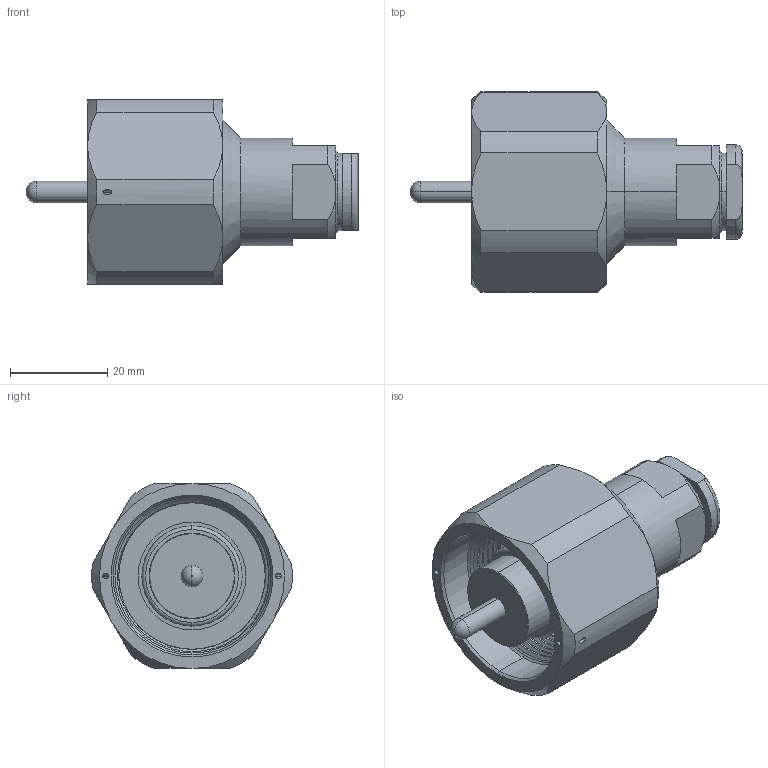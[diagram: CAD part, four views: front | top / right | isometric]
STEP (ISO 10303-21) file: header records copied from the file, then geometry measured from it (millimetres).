
FILE_DESCRIPTION (( 'STEP AP203' ), '1' );
FILE_NAME ('PE4564.step', '2018-10-23T17:37:35', ( '' ), ( '' ), 'SwSTEP 2.0', 'SolidWorks 2017', '' );
FILE_SCHEMA (( 'CONFIG_CONTROL_DESIGN' ));
Length unit declared in the file: inch
Products named in the file (1): PE4564
Bounding box: 68.4 x 41.33 x 38.1 mm (x, y, z)
Volume: 34551.9 mm3; surface area: 11675.7 mm2
Topology: 1 solids, 1 shells, 113 faces, 270 edges, 168 vertices
Faces by surface type: cylinder 42, plane 31, cone 28, bspline 6, torus 6
Entity records: 7671 total; most frequent: CARTESIAN_POINT 5074, ORIENTED_EDGE 540, DIRECTION 511, EDGE_CURVE 270, AXIS2_PLACEMENT_3D 213, VERTEX_POINT 168, EDGE_LOOP 126, ADVANCED_FACE 113
